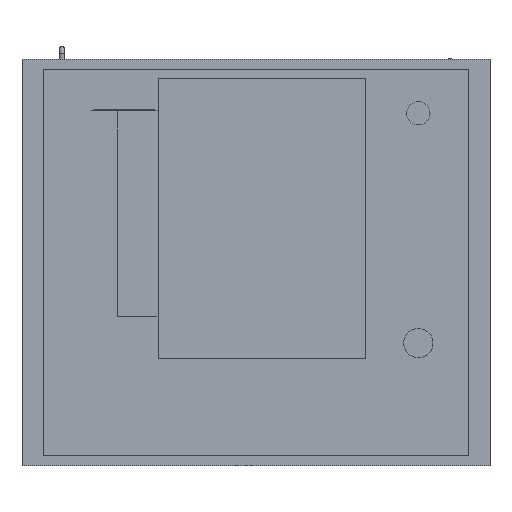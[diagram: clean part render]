
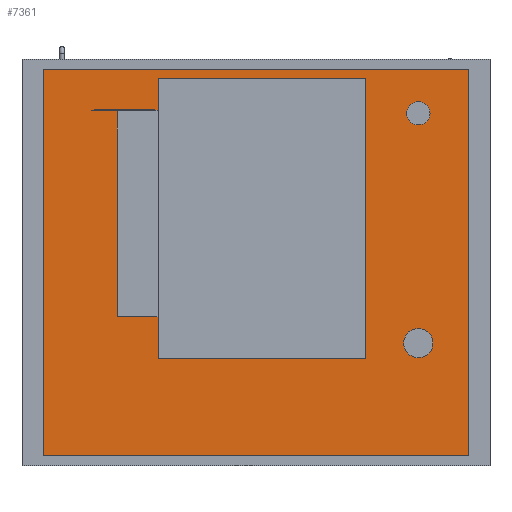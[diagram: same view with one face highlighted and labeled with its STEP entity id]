
A CAD part, front view. The second image highlights one B-rep face of the part: STEP entity #7361.
In plain terms, the highlighted planar face has unit normal (0, -1, 0).
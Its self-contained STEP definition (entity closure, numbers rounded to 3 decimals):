
#62=FACE_BOUND('',#759,.T.);
#63=FACE_BOUND('',#760,.T.);
#80=CIRCLE('',#7861,20.);
#82=CIRCLE('',#7865,25.);
#311=FACE_OUTER_BOUND('',#758,.T.);
#758=EDGE_LOOP('',(#4917,#4918,#4919,#4920));
#759=EDGE_LOOP('',(#4921));
#760=EDGE_LOOP('',(#4922));
#1229=LINE('',#10554,#2169);
#1232=LINE('',#10560,#2172);
#1235=LINE('',#10566,#2175);
#1238=LINE('',#10570,#2178);
#2169=VECTOR('',#8485,10.);
#2172=VECTOR('',#8490,10.);
#2175=VECTOR('',#8495,10.);
#2178=VECTOR('',#8500,10.);
#3090=VERTEX_POINT('',#10511);
#3092=VERTEX_POINT('',#10518);
#3103=VERTEX_POINT('',#10551);
#3104=VERTEX_POINT('',#10553);
#3106=VERTEX_POINT('',#10559);
#3108=VERTEX_POINT('',#10565);
#3797=EDGE_CURVE('',#3090,#3090,#80,.T.);
#3800=EDGE_CURVE('',#3092,#3092,#82,.T.);
#3815=EDGE_CURVE('',#3104,#3103,#1229,.T.);
#3818=EDGE_CURVE('',#3106,#3104,#1232,.T.);
#3821=EDGE_CURVE('',#3108,#3106,#1235,.T.);
#3824=EDGE_CURVE('',#3103,#3108,#1238,.T.);
#4917=ORIENTED_EDGE('',*,*,#3824,.T.);
#4918=ORIENTED_EDGE('',*,*,#3821,.T.);
#4919=ORIENTED_EDGE('',*,*,#3818,.T.);
#4920=ORIENTED_EDGE('',*,*,#3815,.T.);
#4921=ORIENTED_EDGE('',*,*,#3797,.T.);
#4922=ORIENTED_EDGE('',*,*,#3800,.T.);
#6969=PLANE('',#7877);
#7361=ADVANCED_FACE('',(#311,#62,#63),#6969,.T.);
#7861=AXIS2_PLACEMENT_3D('',#10513,#8446,#8447);
#7865=AXIS2_PLACEMENT_3D('',#10520,#8455,#8456);
#7877=AXIS2_PLACEMENT_3D('',#10572,#8503,#8504);
#8446=DIRECTION('center_axis',(0.,1.,0.));
#8447=DIRECTION('ref_axis',(1.,0.,0.));
#8455=DIRECTION('center_axis',(0.,1.,0.));
#8456=DIRECTION('ref_axis',(1.,0.,0.));
#8485=DIRECTION('',(-1.,0.,0.));
#8490=DIRECTION('',(0.,0.,1.));
#8495=DIRECTION('',(1.,0.,0.));
#8500=DIRECTION('',(0.,0.,-1.));
#8503=DIRECTION('center_axis',(0.,-1.,0.));
#8504=DIRECTION('ref_axis',(0.,0.,-1.));
#10511=CARTESIAN_POINT('',(257.5,-370.,255.));
#10513=CARTESIAN_POINT('Origin',(277.5,-370.,255.));
#10518=CARTESIAN_POINT('',(252.5,-370.,-138.));
#10520=CARTESIAN_POINT('Origin',(277.5,-370.,-138.));
#10551=CARTESIAN_POINT('',(-362.5,-370.,330.));
#10553=CARTESIAN_POINT('',(362.5,-370.,330.));
#10554=CARTESIAN_POINT('',(-362.5,-370.,330.));
#10559=CARTESIAN_POINT('',(362.5,-370.,-330.));
#10560=CARTESIAN_POINT('',(362.5,-370.,330.));
#10565=CARTESIAN_POINT('',(-362.5,-370.,-330.));
#10566=CARTESIAN_POINT('',(362.5,-370.,-330.));
#10570=CARTESIAN_POINT('',(-362.5,-370.,-330.));
#10572=CARTESIAN_POINT('Origin',(0.,-370.,0.));
